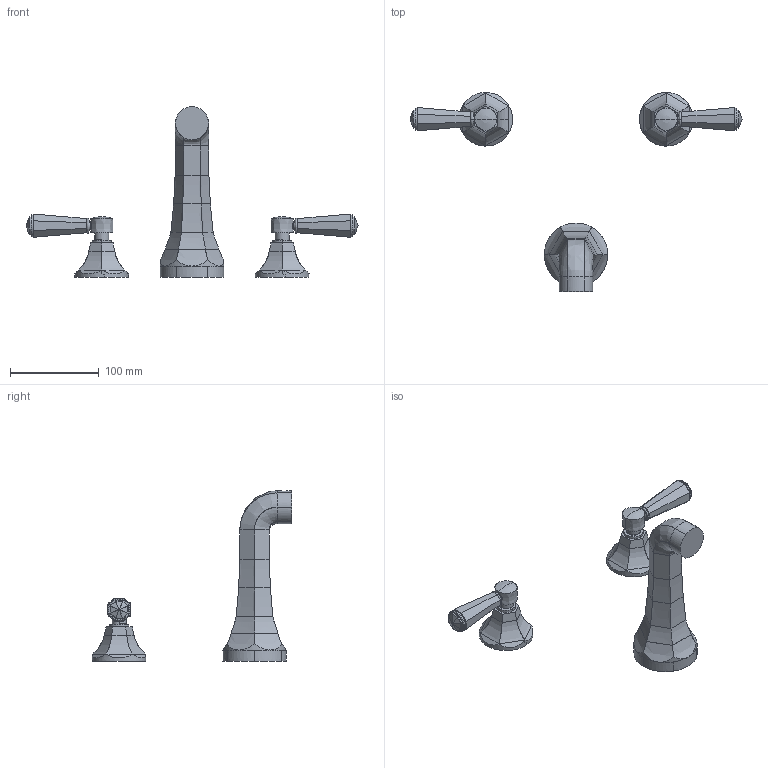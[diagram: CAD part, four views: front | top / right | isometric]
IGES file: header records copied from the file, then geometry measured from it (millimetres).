
Start section:  PTC IGES file: 3-1235_sw0001.igs
Global section: file name: 3-1235_sw0001.igs; native system: Creo Parametric by PTC Inc.; preprocessor: 2018400; author: rsmith; organization: Unknown; date: 20201201.092439; units: inch
Bounding box: 373.79 x 224.35 x 192.07 mm (x, y, z)
Surface area: 83122.4 mm2 (no closed solid volume)
Topology: 0 solids, 0 shells, 398 faces, 1852 edges, 1848 vertices
Faces by surface type: bspline 220, revolution 178
